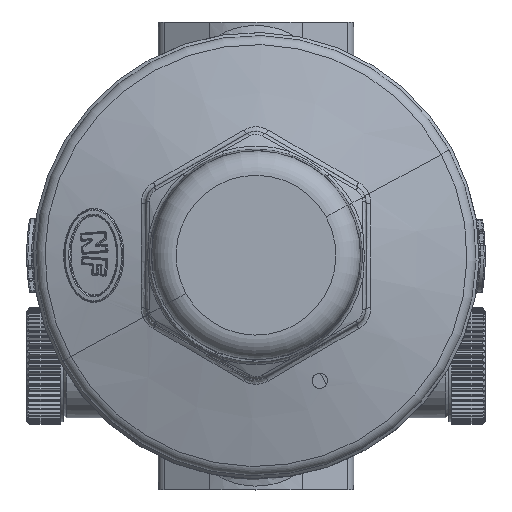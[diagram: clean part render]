
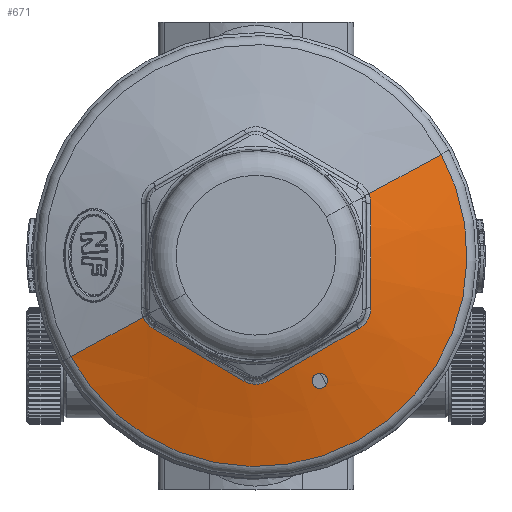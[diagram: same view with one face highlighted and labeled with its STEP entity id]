
A CAD part, top view. The second image highlights one B-rep face of the part: STEP entity #671.
In plain terms, the highlighted conical face has half-angle 75 degrees and reference radius 17.577 mm.
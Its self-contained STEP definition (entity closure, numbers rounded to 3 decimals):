
#406=CARTESIAN_POINT('Vertex',(10.442,-19.243,70.28)) ;
#410=CARTESIAN_POINT('Control Point',(10.442,-21.743,69.683)) ;
#411=CARTESIAN_POINT('Control Point',(10.124,-21.743,69.72)) ;
#412=CARTESIAN_POINT('Control Point',(9.805,-21.642,69.78)) ;
#413=CARTESIAN_POINT('Control Point',(9.527,-21.439,69.86)) ;
#414=CARTESIAN_POINT('Control Point',(9.238,-21.016,69.995)) ;
#415=CARTESIAN_POINT('Control Point',(9.176,-20.529,70.121)) ;
#416=CARTESIAN_POINT('Control Point',(9.183,-20.365,70.16)) ;
#417=CARTESIAN_POINT('Control Point',(9.279,-19.892,70.265)) ;
#418=CARTESIAN_POINT('Control Point',(9.576,-19.514,70.323)) ;
#419=CARTESIAN_POINT('Control Point',(9.836,-19.337,70.334)) ;
#420=CARTESIAN_POINT('Control Point',(10.135,-19.243,70.319)) ;
#421=CARTESIAN_POINT('Control Point',(10.442,-19.243,70.28)) ;
#422=CARTESIAN_POINT('Vertex',(10.442,-21.743,69.683)) ;
#439=CARTESIAN_POINT('Control Point',(10.442,-21.743,69.683)) ;
#440=CARTESIAN_POINT('Control Point',(10.761,-21.743,69.646)) ;
#441=CARTESIAN_POINT('Control Point',(11.08,-21.641,69.633)) ;
#442=CARTESIAN_POINT('Control Point',(11.356,-21.437,69.647)) ;
#443=CARTESIAN_POINT('Control Point',(11.641,-21.023,69.708)) ;
#444=CARTESIAN_POINT('Control Point',(11.707,-20.54,69.812)) ;
#445=CARTESIAN_POINT('Control Point',(11.702,-20.376,69.85)) ;
#446=CARTESIAN_POINT('Control Point',(11.612,-19.907,69.971)) ;
#447=CARTESIAN_POINT('Control Point',(11.311,-19.512,70.103)) ;
#448=CARTESIAN_POINT('Control Point',(11.034,-19.329,70.183)) ;
#449=CARTESIAN_POINT('Control Point',(10.734,-19.243,70.242)) ;
#450=CARTESIAN_POINT('Control Point',(10.442,-19.243,70.28)) ;
#564=CARTESIAN_POINT('Axis2P3D Location',(0.,0.,71.436)) ;
#569=CARTESIAN_POINT('Line Origine',(-23.509,-12.843,68.968)) ;
#573=CARTESIAN_POINT('Vertex',(-30.292,-16.549,66.897)) ;
#575=CARTESIAN_POINT('Vertex',(-18.461,-10.085,70.51)) ;
#578=CARTESIAN_POINT('Axis2P3D Location',(0.,0.,66.897)) ;
#582=CARTESIAN_POINT('Vertex',(30.292,16.549,66.897)) ;
#585=CARTESIAN_POINT('Line Origine',(23.509,12.843,68.968)) ;
#589=CARTESIAN_POINT('Vertex',(18.461,10.085,70.51)) ;
#593=CARTESIAN_POINT('Control Point',(18.461,10.085,70.51)) ;
#594=CARTESIAN_POINT('Control Point',(18.663,9.603,70.524)) ;
#595=CARTESIAN_POINT('Control Point',(18.767,9.079,70.561)) ;
#596=CARTESIAN_POINT('Control Point',(18.764,8.553,70.621)) ;
#597=CARTESIAN_POINT('Vertex',(18.764,8.553,70.621)) ;
#601=CARTESIAN_POINT('Control Point',(18.764,8.553,70.621)) ;
#602=CARTESIAN_POINT('Control Point',(18.747,4.952,71.025)) ;
#603=CARTESIAN_POINT('Control Point',(18.736,1.588,71.225)) ;
#604=CARTESIAN_POINT('Control Point',(18.736,-1.584,71.225)) ;
#605=CARTESIAN_POINT('Control Point',(18.747,-4.953,71.025)) ;
#606=CARTESIAN_POINT('Control Point',(18.764,-8.553,70.621)) ;
#607=CARTESIAN_POINT('Vertex',(18.764,-8.553,70.621)) ;
#611=CARTESIAN_POINT('Control Point',(16.789,-11.974,70.621)) ;
#612=CARTESIAN_POINT('Control Point',(17.692,-11.458,70.504)) ;
#613=CARTESIAN_POINT('Control Point',(18.406,-10.627,70.462)) ;
#614=CARTESIAN_POINT('Control Point',(18.769,-9.593,70.504)) ;
#615=CARTESIAN_POINT('Control Point',(18.764,-8.553,70.621)) ;
#616=CARTESIAN_POINT('Vertex',(16.789,-11.974,70.621)) ;
#620=CARTESIAN_POINT('Control Point',(16.789,-11.974,70.621)) ;
#621=CARTESIAN_POINT('Control Point',(13.662,-13.76,71.025)) ;
#622=CARTESIAN_POINT('Control Point',(10.741,-15.433,71.225)) ;
#623=CARTESIAN_POINT('Control Point',(7.996,-17.018,71.225)) ;
#624=CARTESIAN_POINT('Control Point',(5.083,-18.713,71.025)) ;
#625=CARTESIAN_POINT('Control Point',(1.975,-20.527,70.621)) ;
#626=CARTESIAN_POINT('Vertex',(1.975,-20.527,70.621)) ;
#630=CARTESIAN_POINT('Control Point',(-1.975,-20.527,70.621)) ;
#631=CARTESIAN_POINT('Control Point',(-1.077,-21.051,70.504)) ;
#632=CARTESIAN_POINT('Control Point',(0.,-21.254,70.462)) ;
#633=CARTESIAN_POINT('Control Point',(1.077,-21.051,70.504)) ;
#634=CARTESIAN_POINT('Control Point',(1.975,-20.527,70.621)) ;
#635=CARTESIAN_POINT('Vertex',(-1.975,-20.527,70.621)) ;
#639=CARTESIAN_POINT('Control Point',(-1.975,-20.527,70.621)) ;
#640=CARTESIAN_POINT('Control Point',(-5.085,-18.712,71.025)) ;
#641=CARTESIAN_POINT('Control Point',(-7.995,-17.018,71.225)) ;
#642=CARTESIAN_POINT('Control Point',(-10.74,-15.434,71.225)) ;
#643=CARTESIAN_POINT('Control Point',(-13.664,-13.759,71.025)) ;
#644=CARTESIAN_POINT('Control Point',(-16.789,-11.974,70.621)) ;
#645=CARTESIAN_POINT('Vertex',(-16.789,-11.974,70.621)) ;
#649=CARTESIAN_POINT('Control Point',(-18.461,-10.085,70.51)) ;
#650=CARTESIAN_POINT('Control Point',(-18.213,-10.677,70.492)) ;
#651=CARTESIAN_POINT('Control Point',(-17.836,-11.214,70.505)) ;
#652=CARTESIAN_POINT('Control Point',(-17.35,-11.654,70.548)) ;
#653=CARTESIAN_POINT('Control Point',(-16.789,-11.974,70.621)) ;
#571=VECTOR('Line Direction',#570,1.) ;
#587=VECTOR('Line Direction',#586,1.) ;
#565=DIRECTION('Axis2P3D Direction',(-0.,0.,-1.)) ;
#566=DIRECTION('Axis2P3D XDirection',(0.878,0.479,0.)) ;
#570=DIRECTION('Vector Direction',(-0.848,-0.463,-0.259)) ;
#579=DIRECTION('Axis2P3D Direction',(0.,0.,-1.)) ;
#586=DIRECTION('Vector Direction',(0.848,0.463,-0.259)) ;
#567=AXIS2_PLACEMENT_3D('Cone Axis2P3D',#564,#565,#566) ;
#580=AXIS2_PLACEMENT_3D('Circle Axis2P3D',#578,#579,$) ;
#572=LINE('Line',#569,#571) ;
#588=LINE('Line',#585,#587) ;
#581=CIRCLE('generated circle',#580,34.518) ;
#568=CONICAL_SURFACE('Cone',#567,17.577,1.309) ;
#670=FACE_BOUND('',#667,.T.) ;
#424=EDGE_CURVE('',#423,#407,#409,.T.) ;
#451=EDGE_CURVE('',#423,#407,#438,.T.) ;
#577=EDGE_CURVE('',#574,#576,#572,.F.) ;
#584=EDGE_CURVE('',#574,#583,#581,.F.) ;
#591=EDGE_CURVE('',#583,#590,#588,.F.) ;
#599=EDGE_CURVE('',#590,#598,#592,.T.) ;
#609=EDGE_CURVE('',#598,#608,#600,.T.) ;
#618=EDGE_CURVE('',#608,#617,#610,.F.) ;
#628=EDGE_CURVE('',#617,#627,#619,.T.) ;
#637=EDGE_CURVE('',#627,#636,#629,.F.) ;
#647=EDGE_CURVE('',#636,#646,#638,.T.) ;
#654=EDGE_CURVE('',#646,#576,#648,.F.) ;
#656=ORIENTED_EDGE('',*,*,#577,.F.) ;
#657=ORIENTED_EDGE('',*,*,#584,.T.) ;
#658=ORIENTED_EDGE('',*,*,#591,.T.) ;
#659=ORIENTED_EDGE('',*,*,#599,.T.) ;
#660=ORIENTED_EDGE('',*,*,#609,.T.) ;
#661=ORIENTED_EDGE('',*,*,#618,.T.) ;
#662=ORIENTED_EDGE('',*,*,#628,.T.) ;
#663=ORIENTED_EDGE('',*,*,#637,.T.) ;
#664=ORIENTED_EDGE('',*,*,#647,.T.) ;
#665=ORIENTED_EDGE('',*,*,#654,.T.) ;
#668=ORIENTED_EDGE('',*,*,#451,.F.) ;
#669=ORIENTED_EDGE('',*,*,#424,.T.) ;
#655=EDGE_LOOP('',(#656,#657,#658,#659,#660,#661,#662,#663,#664,#665)) ;
#667=EDGE_LOOP('',(#668,#669)) ;
#407=VERTEX_POINT('',#406) ;
#423=VERTEX_POINT('',#422) ;
#574=VERTEX_POINT('',#573) ;
#576=VERTEX_POINT('',#575) ;
#583=VERTEX_POINT('',#582) ;
#590=VERTEX_POINT('',#589) ;
#598=VERTEX_POINT('',#597) ;
#608=VERTEX_POINT('',#607) ;
#617=VERTEX_POINT('',#616) ;
#627=VERTEX_POINT('',#626) ;
#636=VERTEX_POINT('',#635) ;
#646=VERTEX_POINT('',#645) ;
#671=ADVANCED_FACE('PartBody',(#666,#670),#568,.T.) ;
#409=B_SPLINE_CURVE_WITH_KNOTS('',5,(#410,#411,#412,#413,#414,#415,#416,#417,#418,#419,#420,#421),.UNSPECIFIED.,.F.,.U.,(6,3,3,6),(0.,2.367,3.558,5.942),.UNSPECIFIED.) ;
#438=B_SPLINE_CURVE_WITH_KNOTS('',5,(#439,#440,#441,#442,#443,#444,#445,#446,#447,#448,#449,#450),.UNSPECIFIED.,.F.,.U.,(6,3,3,6),(0.,2.379,3.566,5.841),.UNSPECIFIED.) ;
#592=B_SPLINE_CURVE_WITH_KNOTS('',3,(#593,#594,#595,#596),.UNSPECIFIED.,.F.,.U.,(4,4),(0.,2.324),.UNSPECIFIED.) ;
#600=B_SPLINE_CURVE_WITH_KNOTS('',5,(#601,#602,#603,#604,#605,#606),.UNSPECIFIED.,.F.,.U.,(6,6),(2.719,31.819),.UNSPECIFIED.) ;
#610=B_SPLINE_CURVE_WITH_KNOTS('',4,(#611,#612,#613,#614,#615),.UNSPECIFIED.,.F.,.U.,(5,5),(9.852,15.974),.UNSPECIFIED.) ;
#619=B_SPLINE_CURVE_WITH_KNOTS('',5,(#620,#621,#622,#623,#624,#625),.UNSPECIFIED.,.F.,.U.,(6,6),(35.361,64.469),.UNSPECIFIED.) ;
#629=B_SPLINE_CURVE_WITH_KNOTS('',4,(#630,#631,#632,#633,#634),.UNSPECIFIED.,.F.,.U.,(5,5),(9.852,15.974),.UNSPECIFIED.) ;
#638=B_SPLINE_CURVE_WITH_KNOTS('',5,(#639,#640,#641,#642,#643,#644),.UNSPECIFIED.,.F.,.U.,(6,6),(35.361,64.469),.UNSPECIFIED.) ;
#648=B_SPLINE_CURVE_WITH_KNOTS('',4,(#649,#650,#651,#652,#653),.UNSPECIFIED.,.F.,.U.,(5,5),(12.176,15.974),.UNSPECIFIED.) ;
#666=FACE_OUTER_BOUND('',#655,.T.) ;
